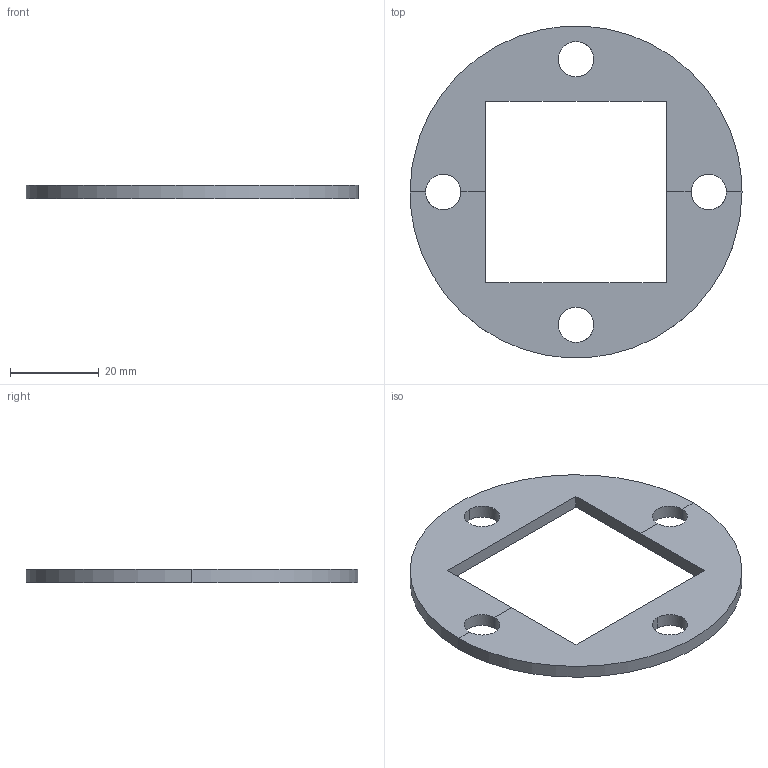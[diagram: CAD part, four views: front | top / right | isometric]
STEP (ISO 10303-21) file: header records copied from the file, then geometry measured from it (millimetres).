
FILE_DESCRIPTION(/* description */ (''),/* implementation_level */ '2;1');
FILE_NAME(/* name */ 'Platine Jonction Pivot 3',/* time_stamp */ '2021-04-08T18:02:55+02:00',/* author */ (''),/* organization */ (''),/* preprocessor_version */ 'ST-DEVELOPER v16.5',/* originating_system */ '',/* authorisation */ '');
FILE_SCHEMA (('AUTOMOTIVE_DESIGN'));
Length unit declared in the file: millimetre
Products named in the file (1): Document
Bounding box: 75 x 74.9 x 3 mm (x, y, z)
Volume: 7638.9 mm3; surface area: 6579.5 mm2
Topology: 1 solids, 1 shells, 18 faces, 54 edges, 32 vertices
Faces by surface type: bspline 14, plane 4
Entity records: 673 total; most frequent: CARTESIAN_POINT 346, ORIENTED_EDGE 108, EDGE_CURVE 54, B_SPLINE_CURVE_WITH_KNOTS 34, VERTEX_POINT 32, EDGE_LOOP 22, ADVANCED_FACE 18, FACE_OUTER_BOUND 18
